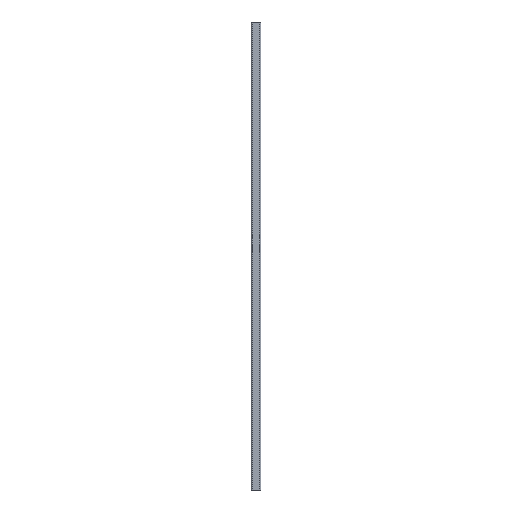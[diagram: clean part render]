
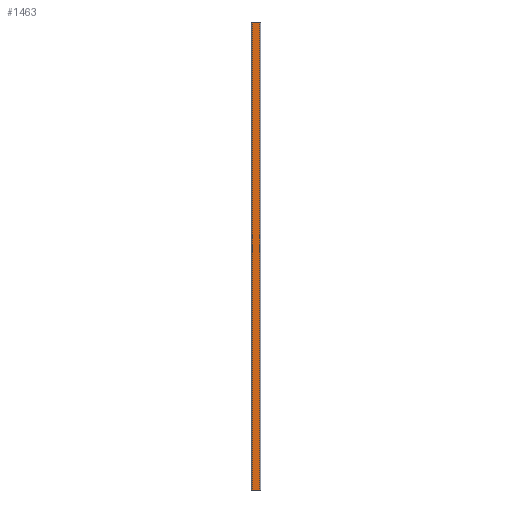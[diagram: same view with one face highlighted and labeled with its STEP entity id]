
A CAD part, left-side view. The second image highlights one B-rep face of the part: STEP entity #1463.
In plain terms, the highlighted planar face has unit normal (-1, 0, 0).
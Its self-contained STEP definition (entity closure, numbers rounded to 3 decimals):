
#182=FACE_OUTER_BOUND($,#256,.T.);
#256=EDGE_LOOP($,(#1134,#1135,#1136,#1137));
#384=LINE($,#2381,#528);
#385=LINE($,#2384,#529);
#386=LINE($,#2386,#530);
#387=LINE($,#2387,#531);
#528=VECTOR($,#1937,1000.);
#529=VECTOR($,#1940,16.);
#530=VECTOR($,#1941,16.);
#531=VECTOR($,#1942,1000.);
#674=VERTEX_POINT($,#2377);
#675=VERTEX_POINT($,#2379);
#676=VERTEX_POINT($,#2383);
#677=VERTEX_POINT($,#2385);
#868=EDGE_CURVE($,#674,#675,#384,.T.);
#869=EDGE_CURVE($,#676,#674,#385,.T.);
#870=EDGE_CURVE($,#677,#675,#386,.T.);
#871=EDGE_CURVE($,#676,#677,#387,.T.);
#1134=ORIENTED_EDGE($,*,*,#869,.T.);
#1135=ORIENTED_EDGE($,*,*,#868,.T.);
#1136=ORIENTED_EDGE($,*,*,#870,.F.);
#1137=ORIENTED_EDGE($,*,*,#871,.F.);
#1400=PLANE($,#1591);
#1463=ADVANCED_FACE($,(#182),#1400,.T.);
#1591=AXIS2_PLACEMENT_3D($,#2382,#1938,#1939);
#1937=DIRECTION($,(0.,0.,1.));
#1938=DIRECTION('center_axis',(-1.,0.,0.));
#1939=DIRECTION('ref_axis',(0.,-1.,0.));
#1940=DIRECTION($,(0.,-1.,0.));
#1941=DIRECTION($,(0.,-1.,0.));
#1942=DIRECTION($,(0.,0.,1.));
#2377=CARTESIAN_POINT('',(-10.,-8.,0.));
#2379=CARTESIAN_POINT('',(-10.,-8.,1000.));
#2381=CARTESIAN_POINT($,(-10.,-8.,0.));
#2382=CARTESIAN_POINT('Origin',(-10.,8.,0.));
#2383=CARTESIAN_POINT('',(-10.,8.,0.));
#2384=CARTESIAN_POINT($,(-10.,8.,0.));
#2385=CARTESIAN_POINT('',(-10.,8.,1000.));
#2386=CARTESIAN_POINT($,(-10.,8.,1000.));
#2387=CARTESIAN_POINT($,(-10.,8.,0.));
